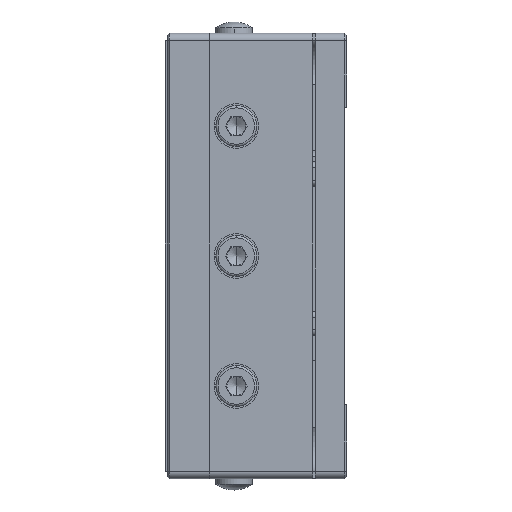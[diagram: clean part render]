
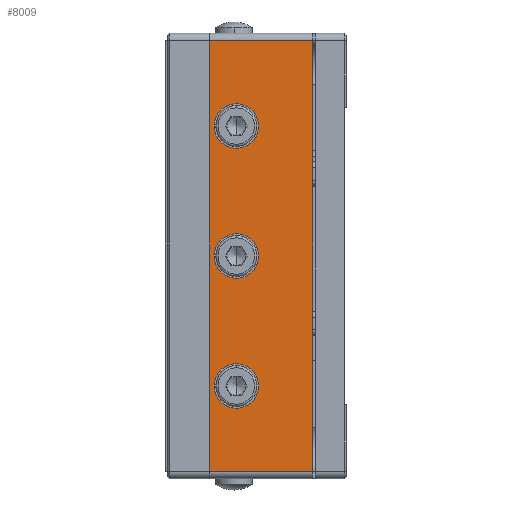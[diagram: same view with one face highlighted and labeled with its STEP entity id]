
A CAD part, left-side view. The second image highlights one B-rep face of the part: STEP entity #8009.
In plain terms, the highlighted face is planar.
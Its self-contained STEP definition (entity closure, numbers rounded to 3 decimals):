
#99 = EDGE_CURVE ( 'NONE', #1798, #5770, #2031, .T. ) ;
#198 = DIRECTION ( 'NONE',  ( 0., 0., 1. ) ) ;
#265 = VERTEX_POINT ( 'NONE', #4899 ) ;
#395 = DIRECTION ( 'NONE',  ( 0., 0., -1. ) ) ;
#577 = CARTESIAN_POINT ( 'NONE',  ( 13.75, -30., 3.325 ) ) ;
#587 = CARTESIAN_POINT ( 'NONE',  ( -3.75, -30., 6.325 ) ) ;
#985 = EDGE_CURVE ( 'NONE', #265, #5770, #11920, .T. ) ;
#1102 = EDGE_CURVE ( 'NONE', #6889, #3548, #3578, .T. ) ;
#1309 = CARTESIAN_POINT ( 'NONE',  ( -21.25, -30., 6.325 ) ) ;
#1547 = VERTEX_POINT ( 'NONE', #4573 ) ;
#1798 = VERTEX_POINT ( 'NONE', #3311 ) ;
#1885 = FACE_BOUND ( 'NONE', #3864, .T. ) ;
#2012 = EDGE_CURVE ( 'NONE', #22469, #1547, #19447, .T. ) ;
#2031 = LINE ( 'NONE', #10076, #17992 ) ;
#2032 = CARTESIAN_POINT ( 'NONE',  ( 13.75, -30., 3.325 ) ) ;
#2096 = CARTESIAN_POINT ( 'NONE',  ( 25.25, -30., 6.925 ) ) ;
#2496 = AXIS2_PLACEMENT_3D ( 'NONE', #21454, #4150, #13246 ) ;
#2693 = EDGE_CURVE ( 'NONE', #6380, #9345, #19528, .T. ) ;
#3311 = CARTESIAN_POINT ( 'NONE',  ( -32.75, -30., 6.925 ) ) ;
#3515 = AXIS2_PLACEMENT_3D ( 'NONE', #7791, #19419, #17036 ) ;
#3548 = VERTEX_POINT ( 'NONE', #22776 ) ;
#3578 = CIRCLE ( 'NONE', #6781, 3. ) ;
#3781 = ORIENTED_EDGE ( 'NONE', *, *, #8411, .F. ) ;
#3789 = DIRECTION ( 'NONE',  ( 0., 0., -1. ) ) ;
#3864 = EDGE_LOOP ( 'NONE', ( #3781, #11927 ) ) ;
#4014 = EDGE_CURVE ( 'NONE', #3548, #6889, #6347, .T. ) ;
#4150 = DIRECTION ( 'NONE',  ( 0., -1., 0. ) ) ;
#4573 = CARTESIAN_POINT ( 'NONE',  ( -21.25, -30., 0.325 ) ) ;
#4694 = ORIENTED_EDGE ( 'NONE', *, *, #985, .T. ) ;
#4899 = CARTESIAN_POINT ( 'NONE',  ( 25.25, -30., -6.975 ) ) ;
#5400 = FACE_BOUND ( 'NONE', #14882, .T. ) ;
#5528 = FACE_BOUND ( 'NONE', #19600, .T. ) ;
#5770 = VERTEX_POINT ( 'NONE', #9444 ) ;
#6347 = CIRCLE ( 'NONE', #20476, 3. ) ;
#6380 = VERTEX_POINT ( 'NONE', #587 ) ;
#6781 = AXIS2_PLACEMENT_3D ( 'NONE', #577, #22290, #6864 ) ;
#6864 = DIRECTION ( 'NONE',  ( 0., 0., -1. ) ) ;
#6889 = VERTEX_POINT ( 'NONE', #18100 ) ;
#7425 = DIRECTION ( 'NONE',  ( 0., 0., -1. ) ) ;
#7791 = CARTESIAN_POINT ( 'NONE',  ( 0., -30., 0. ) ) ;
#7853 = DIRECTION ( 'NONE',  ( 0., -1., 0. ) ) ;
#7870 = VECTOR ( 'NONE', #198, 1000. ) ;
#8009 = ADVANCED_FACE ( 'NONE', ( #19165, #1885, #5400, #5528 ), #9567, .F. ) ;
#8080 = CARTESIAN_POINT ( 'NONE',  ( -21.25, -30., 3.325 ) ) ;
#8411 = EDGE_CURVE ( 'NONE', #9345, #6380, #13523, .T. ) ;
#9110 = ORIENTED_EDGE ( 'NONE', *, *, #10412, .T. ) ;
#9237 = EDGE_CURVE ( 'NONE', #1547, #22469, #13761, .T. ) ;
#9345 = VERTEX_POINT ( 'NONE', #23721 ) ;
#9377 = VECTOR ( 'NONE', #7425, 1000. ) ;
#9444 = CARTESIAN_POINT ( 'NONE',  ( 25.25, -30., 6.925 ) ) ;
#9567 = PLANE ( 'NONE',  #3515 ) ;
#9752 = CARTESIAN_POINT ( 'NONE',  ( -3.75, -30., 3.325 ) ) ;
#10076 = CARTESIAN_POINT ( 'NONE',  ( -33.75, -30., 6.925 ) ) ;
#10412 = EDGE_CURVE ( 'NONE', #1798, #15208, #20712, .T. ) ;
#11101 = ORIENTED_EDGE ( 'NONE', *, *, #9237, .F. ) ;
#11377 = EDGE_CURVE ( 'NONE', #265, #15208, #21267, .T. ) ;
#11920 = LINE ( 'NONE', #2096, #7870 ) ;
#11927 = ORIENTED_EDGE ( 'NONE', *, *, #2693, .F. ) ;
#13061 = VECTOR ( 'NONE', #13192, 1000. ) ;
#13192 = DIRECTION ( 'NONE',  ( -1., 0., 0. ) ) ;
#13246 = DIRECTION ( 'NONE',  ( 0., 0., -1. ) ) ;
#13523 = CIRCLE ( 'NONE', #19595, 3. ) ;
#13761 = CIRCLE ( 'NONE', #2496, 3. ) ;
#14882 = EDGE_LOOP ( 'NONE', ( #21890, #23924 ) ) ;
#15141 = CARTESIAN_POINT ( 'NONE',  ( -32.75, -30., -6.975 ) ) ;
#15208 = VERTEX_POINT ( 'NONE', #20412 ) ;
#15851 = ORIENTED_EDGE ( 'NONE', *, *, #11377, .F. ) ;
#16136 = ORIENTED_EDGE ( 'NONE', *, *, #2012, .F. ) ;
#17036 = DIRECTION ( 'NONE',  ( 1., 0., 0. ) ) ;
#17095 = CARTESIAN_POINT ( 'NONE',  ( -3.75, -30., 3.325 ) ) ;
#17219 = DIRECTION ( 'NONE',  ( 0., 0., -1. ) ) ;
#17992 = VECTOR ( 'NONE', #21715, 1000. ) ;
#18100 = CARTESIAN_POINT ( 'NONE',  ( 13.75, -30., 6.325 ) ) ;
#18448 = ORIENTED_EDGE ( 'NONE', *, *, #99, .F. ) ;
#19165 = FACE_OUTER_BOUND ( 'NONE', #23453, .T. ) ;
#19419 = DIRECTION ( 'NONE',  ( 0., 1., 0. ) ) ;
#19447 = CIRCLE ( 'NONE', #21868, 3. ) ;
#19528 = CIRCLE ( 'NONE', #22770, 3. ) ;
#19595 = AXIS2_PLACEMENT_3D ( 'NONE', #9752, #7853, #17219 ) ;
#19600 = EDGE_LOOP ( 'NONE', ( #11101, #16136 ) ) ;
#20412 = CARTESIAN_POINT ( 'NONE',  ( -32.75, -30., -6.975 ) ) ;
#20476 = AXIS2_PLACEMENT_3D ( 'NONE', #2032, #22879, #3789 ) ;
#20516 = DIRECTION ( 'NONE',  ( 0., 0., -1. ) ) ;
#20712 = LINE ( 'NONE', #15141, #9377 ) ;
#20903 = CARTESIAN_POINT ( 'NONE',  ( 26.25, -30., -6.975 ) ) ;
#21267 = LINE ( 'NONE', #20903, #13061 ) ;
#21454 = CARTESIAN_POINT ( 'NONE',  ( -21.25, -30., 3.325 ) ) ;
#21715 = DIRECTION ( 'NONE',  ( 1., 0., 0. ) ) ;
#21868 = AXIS2_PLACEMENT_3D ( 'NONE', #8080, #22452, #395 ) ;
#21890 = ORIENTED_EDGE ( 'NONE', *, *, #4014, .F. ) ;
#22290 = DIRECTION ( 'NONE',  ( 0., -1., 0. ) ) ;
#22452 = DIRECTION ( 'NONE',  ( 0., -1., 0. ) ) ;
#22469 = VERTEX_POINT ( 'NONE', #1309 ) ;
#22770 = AXIS2_PLACEMENT_3D ( 'NONE', #17095, #24807, #20516 ) ;
#22776 = CARTESIAN_POINT ( 'NONE',  ( 13.75, -30., 0.325 ) ) ;
#22879 = DIRECTION ( 'NONE',  ( 0., -1., 0. ) ) ;
#23453 = EDGE_LOOP ( 'NONE', ( #18448, #9110, #15851, #4694 ) ) ;
#23721 = CARTESIAN_POINT ( 'NONE',  ( -3.75, -30., 0.325 ) ) ;
#23924 = ORIENTED_EDGE ( 'NONE', *, *, #1102, .F. ) ;
#24807 = DIRECTION ( 'NONE',  ( 0., -1., 0. ) ) ;
